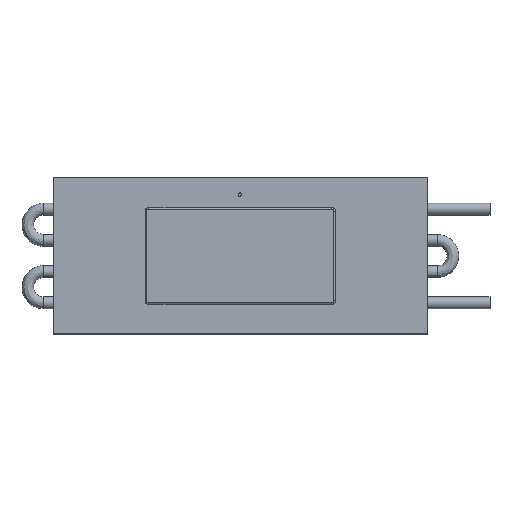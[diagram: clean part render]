
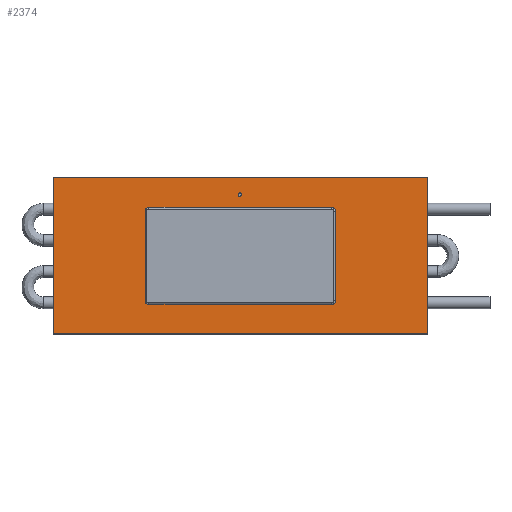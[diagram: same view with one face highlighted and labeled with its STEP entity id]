
A CAD part, top view. The second image highlights one B-rep face of the part: STEP entity #2374.
In plain terms, the highlighted planar face has unit normal (0, 0, 1).
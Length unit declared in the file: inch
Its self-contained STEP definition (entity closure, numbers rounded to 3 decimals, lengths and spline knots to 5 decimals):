
#20 = DIRECTION ( 'NONE',  ( 0., -1., 0. ) ) ;
#52 = ORIENTED_EDGE ( 'NONE', *, *, #1145, .F. ) ;
#100 = ORIENTED_EDGE ( 'NONE', *, *, #2237, .F. ) ;
#122 = VERTEX_POINT ( 'NONE', #1265 ) ;
#124 = DIRECTION ( 'NONE',  ( 1., 0., 0. ) ) ;
#132 = CIRCLE ( 'NONE', #1986, 0.05325 ) ;
#140 = FACE_BOUND ( 'NONE', #1812, .T. ) ;
#175 = AXIS2_PLACEMENT_3D ( 'NONE', #249, #1659, #448 ) ;
#187 = AXIS2_PLACEMENT_3D ( 'NONE', #2141, #962, #2349 ) ;
#199 = VECTOR ( 'NONE', #2552, 39.37008 ) ;
#218 = AXIS2_PLACEMENT_3D ( 'NONE', #739, #2137, #944 ) ;
#228 = EDGE_CURVE ( 'NONE', #870, #2540, #1967, .T. ) ;
#233 = VERTEX_POINT ( 'NONE', #2276 ) ;
#234 = EDGE_LOOP ( 'NONE', ( #1497, #2327 ) ) ;
#249 = CARTESIAN_POINT ( 'NONE',  ( 18.9285, -6.30062, 1.69823 ) ) ;
#271 = VERTEX_POINT ( 'NONE', #1266 ) ;
#303 = AXIS2_PLACEMENT_3D ( 'NONE', #1097, #2483, #1291 ) ;
#333 = EDGE_LOOP ( 'NONE', ( #52, #879 ) ) ;
#360 = DIRECTION ( 'NONE',  ( 0., 0., 1. ) ) ;
#364 = VERTEX_POINT ( 'NONE', #1908 ) ;
#380 = DIRECTION ( 'NONE',  ( 0., 1., 0. ) ) ;
#403 = ORIENTED_EDGE ( 'NONE', *, *, #661, .F. ) ;
#404 = CARTESIAN_POINT ( 'NONE',  ( 13.77355, -6.30062, 1.69823 ) ) ;
#448 = DIRECTION ( 'NONE',  ( 0., -1., 0. ) ) ;
#494 = EDGE_CURVE ( 'NONE', #2540, #870, #2303, .T. ) ;
#516 = CARTESIAN_POINT ( 'NONE',  ( 20.6185, -6.36312, 1.69823 ) ) ;
#543 = EDGE_CURVE ( 'NONE', #579, #271, #1732, .T. ) ;
#557 = ORIENTED_EDGE ( 'NONE', *, *, #1891, .F. ) ;
#572 = EDGE_CURVE ( 'NONE', #955, #2518, #132, .T. ) ;
#579 = VERTEX_POINT ( 'NONE', #516 ) ;
#594 = AXIS2_PLACEMENT_3D ( 'NONE', #1440, #1654, #1428 ) ;
#632 = EDGE_LOOP ( 'NONE', ( #2422, #1455 ) ) ;
#649 = EDGE_CURVE ( 'NONE', #895, #233, #2450, .T. ) ;
#658 = FACE_BOUND ( 'NONE', #234, .T. ) ;
#661 = EDGE_CURVE ( 'NONE', #1345, #1694, #942, .T. ) ;
#669 = CARTESIAN_POINT ( 'NONE',  ( 20.6185, -6.30062, 1.69823 ) ) ;
#691 = DIRECTION ( 'NONE',  ( 0., 0., 1. ) ) ;
#701 = EDGE_CURVE ( 'NONE', #2164, #122, #1396, .T. ) ;
#715 = EDGE_CURVE ( 'NONE', #2359, #1816, #1953, .T. ) ;
#737 = AXIS2_PLACEMENT_3D ( 'NONE', #1566, #360, #1771 ) ;
#739 = CARTESIAN_POINT ( 'NONE',  ( 19.75448, -4.3325, 1.69823 ) ) ;
#758 = CIRCLE ( 'NONE', #303, 0.0625 ) ;
#813 = ORIENTED_EDGE ( 'NONE', *, *, #1343, .F. ) ;
#820 = ORIENTED_EDGE ( 'NONE', *, *, #543, .F. ) ;
#831 = CARTESIAN_POINT ( 'NONE',  ( 20.6185, -6.30062, 1.69823 ) ) ;
#870 = VERTEX_POINT ( 'NONE', #2008 ) ;
#879 = ORIENTED_EDGE ( 'NONE', *, *, #572, .F. ) ;
#882 = DIRECTION ( 'NONE',  ( 0., 0., 1. ) ) ;
#892 = CARTESIAN_POINT ( 'NONE',  ( 22.3085, -6.30062, 1.69823 ) ) ;
#895 = VERTEX_POINT ( 'NONE', #1013 ) ;
#932 = DIRECTION ( 'NONE',  ( 0., 0., 1. ) ) ;
#942 = LINE ( 'NONE', #973, #199 ) ;
#944 = DIRECTION ( 'NONE',  ( 0., 1., 0. ) ) ;
#949 = CARTESIAN_POINT ( 'NONE',  ( 17.2385, -6.36312, 1.69823 ) ) ;
#955 = VERTEX_POINT ( 'NONE', #1564 ) ;
#962 = DIRECTION ( 'NONE',  ( 0., 0., -1. ) ) ;
#973 = CARTESIAN_POINT ( 'NONE',  ( 25.77355, -6.30062, 1.69823 ) ) ;
#1013 = CARTESIAN_POINT ( 'NONE',  ( 18.9285, -6.36312, 1.69823 ) ) ;
#1038 = DIRECTION ( 'NONE',  ( 0., -1., 0. ) ) ;
#1061 = CARTESIAN_POINT ( 'NONE',  ( 19.77355, -5.38062, 1.69823 ) ) ;
#1097 = CARTESIAN_POINT ( 'NONE',  ( 17.2385, -6.30062, 1.69823 ) ) ;
#1112 = CARTESIAN_POINT ( 'NONE',  ( 19.77355, -3.80062, 1.69823 ) ) ;
#1119 = DIRECTION ( 'NONE',  ( 0., 1., 0. ) ) ;
#1131 = AXIS2_PLACEMENT_3D ( 'NONE', #892, #691, #1886 ) ;
#1145 = EDGE_CURVE ( 'NONE', #2518, #955, #2011, .T. ) ;
#1172 = AXIS2_PLACEMENT_3D ( 'NONE', #2127, #932, #2317 ) ;
#1191 = FACE_BOUND ( 'NONE', #2192, .T. ) ;
#1204 = ORIENTED_EDGE ( 'NONE', *, *, #228, .F. ) ;
#1239 = FACE_OUTER_BOUND ( 'NONE', #1627, .T. ) ;
#1247 = DIRECTION ( 'NONE',  ( 0., -1., 0. ) ) ;
#1252 = DIRECTION ( 'NONE',  ( 0., 1., 0. ) ) ;
#1265 = CARTESIAN_POINT ( 'NONE',  ( 13.77355, -3.80062, 1.69823 ) ) ;
#1266 = CARTESIAN_POINT ( 'NONE',  ( 20.6185, -6.23812, 1.69823 ) ) ;
#1291 = DIRECTION ( 'NONE',  ( 0., -1., 0. ) ) ;
#1310 = AXIS2_PLACEMENT_3D ( 'NONE', #2270, #882, #20 ) ;
#1343 = EDGE_CURVE ( 'NONE', #1694, #2164, #2117, .T. ) ;
#1345 = VERTEX_POINT ( 'NONE', #2063 ) ;
#1384 = CIRCLE ( 'NONE', #175, 0.0625 ) ;
#1396 = LINE ( 'NONE', #404, #1413 ) ;
#1413 = VECTOR ( 'NONE', #380, 39.37008 ) ;
#1428 = DIRECTION ( 'NONE',  ( 0., -1., 0. ) ) ;
#1431 = LINE ( 'NONE', #1112, #2421 ) ;
#1435 = ORIENTED_EDGE ( 'NONE', *, *, #2035, .F. ) ;
#1440 = CARTESIAN_POINT ( 'NONE',  ( 18.9285, -6.30062, 1.69823 ) ) ;
#1442 = EDGE_CURVE ( 'NONE', #2037, #364, #2431, .T. ) ;
#1444 = ORIENTED_EDGE ( 'NONE', *, *, #715, .F. ) ;
#1455 = ORIENTED_EDGE ( 'NONE', *, *, #1442, .F. ) ;
#1477 = CARTESIAN_POINT ( 'NONE',  ( 19.77355, -8.80062, 1.69823 ) ) ;
#1497 = ORIENTED_EDGE ( 'NONE', *, *, #649, .F. ) ;
#1529 = VECTOR ( 'NONE', #1880, 39.37008 ) ;
#1564 = CARTESIAN_POINT ( 'NONE',  ( 19.75448, -4.38575, 1.69823 ) ) ;
#1566 = CARTESIAN_POINT ( 'NONE',  ( 17.2385, -6.30062, 1.69823 ) ) ;
#1594 = AXIS2_PLACEMENT_3D ( 'NONE', #669, #1867, #1247 ) ;
#1603 = AXIS2_PLACEMENT_3D ( 'NONE', #1061, #2448, #1252 ) ;
#1627 = EDGE_LOOP ( 'NONE', ( #2397, #813, #403, #100 ) ) ;
#1654 = DIRECTION ( 'NONE',  ( 0., 0., 1. ) ) ;
#1659 = DIRECTION ( 'NONE',  ( 0., 0., 1. ) ) ;
#1666 = FACE_BOUND ( 'NONE', #333, .T. ) ;
#1694 = VERTEX_POINT ( 'NONE', #2519 ) ;
#1717 = CIRCLE ( 'NONE', #2355, 0.0625 ) ;
#1732 = CIRCLE ( 'NONE', #1594, 0.0625 ) ;
#1739 = FACE_BOUND ( 'NONE', #632, .T. ) ;
#1746 = CARTESIAN_POINT ( 'NONE',  ( 13.77355, -8.80062, 1.69823 ) ) ;
#1771 = DIRECTION ( 'NONE',  ( 0., -1., 0. ) ) ;
#1812 = EDGE_LOOP ( 'NONE', ( #820, #557 ) ) ;
#1816 = VERTEX_POINT ( 'NONE', #2367 ) ;
#1867 = DIRECTION ( 'NONE',  ( 0., 0., 1. ) ) ;
#1880 = DIRECTION ( 'NONE',  ( -1., 0., 0. ) ) ;
#1886 = DIRECTION ( 'NONE',  ( 0., -1., 0. ) ) ;
#1891 = EDGE_CURVE ( 'NONE', #271, #579, #1717, .T. ) ;
#1897 = CARTESIAN_POINT ( 'NONE',  ( 19.77355, -5.43387, 1.69823 ) ) ;
#1908 = CARTESIAN_POINT ( 'NONE',  ( 19.77355, -5.32737, 1.69823 ) ) ;
#1919 = CIRCLE ( 'NONE', #1172, 0.05325 ) ;
#1937 = EDGE_CURVE ( 'NONE', #233, #895, #1384, .T. ) ;
#1953 = CIRCLE ( 'NONE', #737, 0.0625 ) ;
#1967 = CIRCLE ( 'NONE', #1131, 0.0625 ) ;
#1986 = AXIS2_PLACEMENT_3D ( 'NONE', #2115, #2306, #1119 ) ;
#2008 = CARTESIAN_POINT ( 'NONE',  ( 22.3085, -6.23812, 1.69823 ) ) ;
#2011 = CIRCLE ( 'NONE', #218, 0.05325 ) ;
#2015 = CARTESIAN_POINT ( 'NONE',  ( 19.75448, -4.27925, 1.69823 ) ) ;
#2035 = EDGE_CURVE ( 'NONE', #1816, #2359, #758, .T. ) ;
#2037 = VERTEX_POINT ( 'NONE', #1897 ) ;
#2063 = CARTESIAN_POINT ( 'NONE',  ( 25.77355, -3.80062, 1.69823 ) ) ;
#2115 = CARTESIAN_POINT ( 'NONE',  ( 19.75448, -4.3325, 1.69823 ) ) ;
#2117 = LINE ( 'NONE', #1477, #1529 ) ;
#2127 = CARTESIAN_POINT ( 'NONE',  ( 19.77355, -5.38062, 1.69823 ) ) ;
#2137 = DIRECTION ( 'NONE',  ( 0., 0., 1. ) ) ;
#2141 = CARTESIAN_POINT ( 'NONE',  ( 19.77355, -6.30062, 1.69823 ) ) ;
#2157 = PLANE ( 'NONE',  #187 ) ;
#2164 = VERTEX_POINT ( 'NONE', #1746 ) ;
#2187 = ORIENTED_EDGE ( 'NONE', *, *, #494, .F. ) ;
#2192 = EDGE_LOOP ( 'NONE', ( #1444, #1435 ) ) ;
#2193 = FACE_BOUND ( 'NONE', #2579, .T. ) ;
#2228 = DIRECTION ( 'NONE',  ( 0., 0., 1. ) ) ;
#2237 = EDGE_CURVE ( 'NONE', #122, #1345, #1431, .T. ) ;
#2270 = CARTESIAN_POINT ( 'NONE',  ( 22.3085, -6.30062, 1.69823 ) ) ;
#2276 = CARTESIAN_POINT ( 'NONE',  ( 18.9285, -6.23812, 1.69823 ) ) ;
#2294 = EDGE_CURVE ( 'NONE', #364, #2037, #1919, .T. ) ;
#2303 = CIRCLE ( 'NONE', #1310, 0.0625 ) ;
#2306 = DIRECTION ( 'NONE',  ( 0., 0., 1. ) ) ;
#2317 = DIRECTION ( 'NONE',  ( 0., 1., 0. ) ) ;
#2327 = ORIENTED_EDGE ( 'NONE', *, *, #1937, .F. ) ;
#2349 = DIRECTION ( 'NONE',  ( 0., 1., 0. ) ) ;
#2355 = AXIS2_PLACEMENT_3D ( 'NONE', #831, #2228, #1038 ) ;
#2359 = VERTEX_POINT ( 'NONE', #949 ) ;
#2367 = CARTESIAN_POINT ( 'NONE',  ( 17.2385, -6.23812, 1.69823 ) ) ;
#2374 = ADVANCED_FACE ( 'NONE', ( #1239, #1739, #1191, #658, #140, #2193, #1666 ), #2157, .F. ) ;
#2397 = ORIENTED_EDGE ( 'NONE', *, *, #701, .F. ) ;
#2407 = CARTESIAN_POINT ( 'NONE',  ( 22.3085, -6.36312, 1.69823 ) ) ;
#2421 = VECTOR ( 'NONE', #124, 39.37008 ) ;
#2422 = ORIENTED_EDGE ( 'NONE', *, *, #2294, .F. ) ;
#2431 = CIRCLE ( 'NONE', #1603, 0.05325 ) ;
#2448 = DIRECTION ( 'NONE',  ( 0., 0., 1. ) ) ;
#2450 = CIRCLE ( 'NONE', #594, 0.0625 ) ;
#2483 = DIRECTION ( 'NONE',  ( 0., 0., 1. ) ) ;
#2518 = VERTEX_POINT ( 'NONE', #2015 ) ;
#2519 = CARTESIAN_POINT ( 'NONE',  ( 25.77355, -8.80062, 1.69823 ) ) ;
#2540 = VERTEX_POINT ( 'NONE', #2407 ) ;
#2552 = DIRECTION ( 'NONE',  ( 0., -1., 0. ) ) ;
#2579 = EDGE_LOOP ( 'NONE', ( #2187, #1204 ) ) ;
